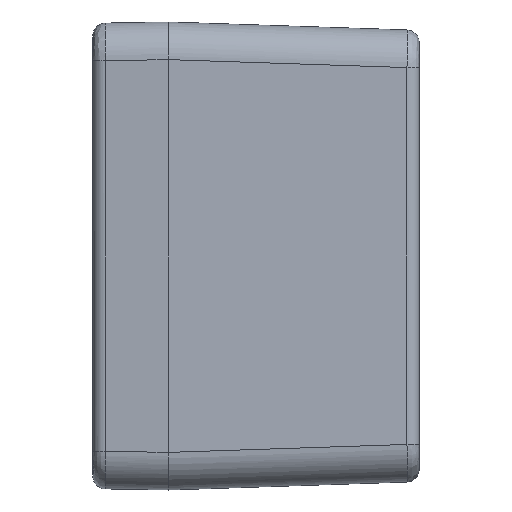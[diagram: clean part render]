
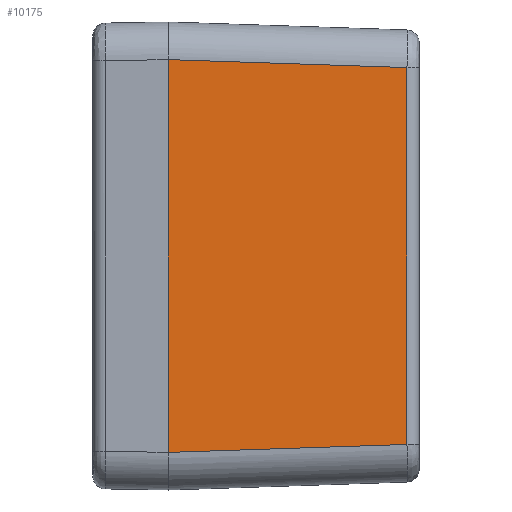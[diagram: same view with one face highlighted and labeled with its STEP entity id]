
A CAD part, left-side view. The second image highlights one B-rep face of the part: STEP entity #10175.
In plain terms, the highlighted planar face has unit normal (-1, -0.033, 0).
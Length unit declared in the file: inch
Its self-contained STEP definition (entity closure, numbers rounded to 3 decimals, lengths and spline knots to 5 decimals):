
#1007 = CARTESIAN_POINT ( 'NONE',  ( -1.56693, 0., 0. ) ) ;
#1640 = VERTEX_POINT ( 'NONE', #14842 ) ;
#1695 = EDGE_CURVE ( 'NONE', #4506, #1640, #13561, .T. ) ;
#1932 = ORIENTED_EDGE ( 'NONE', *, *, #7994, .F. ) ;
#2046 = CARTESIAN_POINT ( 'NONE',  ( -1.56552, -0.04242, 1.23101 ) ) ;
#2154 = DIRECTION ( 'NONE',  ( 0., 0., -1. ) ) ;
#2206 = LINE ( 'NONE', #1007, #13861 ) ;
#2339 = ORIENTED_EDGE ( 'NONE', *, *, #1695, .T. ) ;
#2368 = VECTOR ( 'NONE', #15341, 39.37008 ) ;
#2442 = CARTESIAN_POINT ( 'NONE',  ( -1.51721, -1.49867, 1.1827 ) ) ;
#2501 = CARTESIAN_POINT ( 'NONE',  ( -1.56693, 0., -1.23241 ) ) ;
#3015 = VERTEX_POINT ( 'NONE', #11353 ) ;
#3158 = LINE ( 'NONE', #2046, #7270 ) ;
#3247 = AXIS2_PLACEMENT_3D ( 'NONE', #11628, #14248, #6015 ) ;
#4506 = VERTEX_POINT ( 'NONE', #2501 ) ;
#4937 = DIRECTION ( 'NONE',  ( 0., 0., -1. ) ) ;
#6015 = DIRECTION ( 'NONE',  ( -0.033, 0.999, 0. ) ) ;
#6231 = CARTESIAN_POINT ( 'NONE',  ( -1.56693, 0., -1.23241 ) ) ;
#6823 = EDGE_LOOP ( 'NONE', ( #8595, #9212, #2339, #1932 ) ) ;
#7270 = VECTOR ( 'NONE', #12372, 39.37008 ) ;
#7853 = VECTOR ( 'NONE', #2154, 39.37008 ) ;
#7994 = EDGE_CURVE ( 'NONE', #10988, #1640, #9851, .T. ) ;
#8571 = PLANE ( 'NONE',  #3247 ) ;
#8595 = ORIENTED_EDGE ( 'NONE', *, *, #12543, .F. ) ;
#9212 = ORIENTED_EDGE ( 'NONE', *, *, #15381, .T. ) ;
#9851 = LINE ( 'NONE', #15018, #7853 ) ;
#10175 = ADVANCED_FACE ( 'NONE', ( #12885 ), #8571, .T. ) ;
#10988 = VERTEX_POINT ( 'NONE', #2442 ) ;
#11353 = CARTESIAN_POINT ( 'NONE',  ( -1.56693, 0., 1.23241 ) ) ;
#11628 = CARTESIAN_POINT ( 'NONE',  ( -1.56693, 0., 0. ) ) ;
#12372 = DIRECTION ( 'NONE',  ( 0.033, -0.999, -0.033 ) ) ;
#12543 = EDGE_CURVE ( 'NONE', #3015, #10988, #3158, .T. ) ;
#12885 = FACE_OUTER_BOUND ( 'NONE', #6823, .T. ) ;
#13561 = LINE ( 'NONE', #6231, #2368 ) ;
#13861 = VECTOR ( 'NONE', #4937, 39.37008 ) ;
#14248 = DIRECTION ( 'NONE',  ( -0.999, -0.033, 0. ) ) ;
#14842 = CARTESIAN_POINT ( 'NONE',  ( -1.51721, -1.49867, -1.1827 ) ) ;
#15018 = CARTESIAN_POINT ( 'NONE',  ( -1.51721, -1.49867, 0. ) ) ;
#15341 = DIRECTION ( 'NONE',  ( 0.033, -0.999, 0.033 ) ) ;
#15381 = EDGE_CURVE ( 'NONE', #3015, #4506, #2206, .T. ) ;
